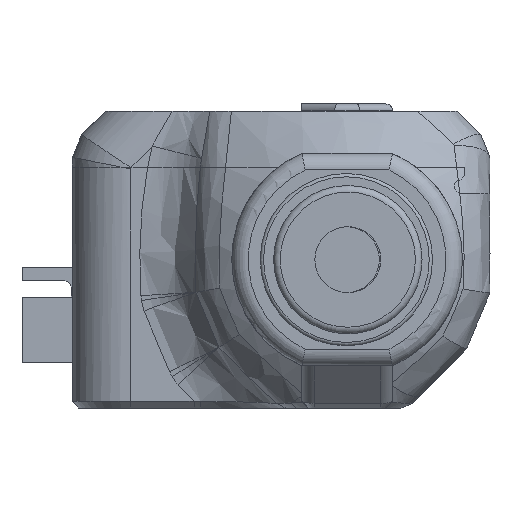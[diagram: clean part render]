
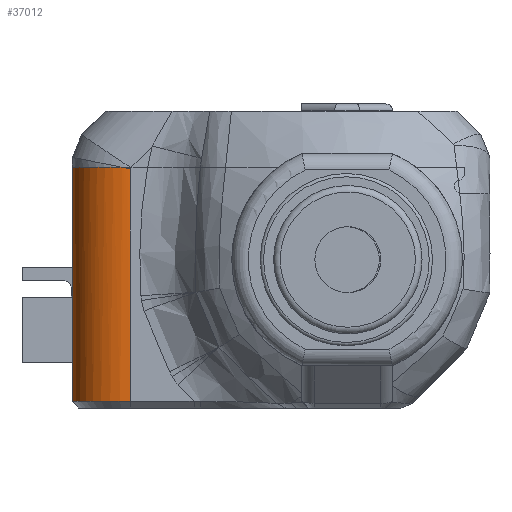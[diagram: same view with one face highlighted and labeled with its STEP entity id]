
A CAD part, front view. The second image highlights one B-rep face of the part: STEP entity #37012.
In plain terms, the highlighted cylindrical face has radius 3.5 mm (diameter 7 mm), a partial arc.
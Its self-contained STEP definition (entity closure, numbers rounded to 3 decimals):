
#1004=ELLIPSE('',#39537,3.569,3.5);
#4466=CYLINDRICAL_SURFACE('',#39536,3.5);
#6153=FACE_OUTER_BOUND('',#8287,.T.);
#8287=EDGE_LOOP('',(#33240,#33241,#33242,#33243,#33244));
#11460=LINE('',#63209,#14827);
#11575=LINE('',#64313,#14942);
#14827=VECTOR('',#46655,10.);
#14942=VECTOR('',#46922,10.);
#15803=CIRCLE('',#39425,3.5);
#15842=CIRCLE('',#39520,3.5);
#18665=VERTEX_POINT('',#62970);
#18666=VERTEX_POINT('',#62972);
#18749=VERTEX_POINT('',#63207);
#18840=VERTEX_POINT('',#63801);
#18870=VERTEX_POINT('',#64312);
#23487=EDGE_CURVE('',#18666,#18665,#15803,.T.);
#23590=EDGE_CURVE('',#18665,#18749,#11460,.T.);
#23723=EDGE_CURVE('',#18840,#18749,#15842,.T.);
#23783=EDGE_CURVE('',#18840,#18870,#11575,.T.);
#23784=EDGE_CURVE('',#18870,#18666,#1004,.T.);
#33240=ORIENTED_EDGE('',*,*,#23723,.F.);
#33241=ORIENTED_EDGE('',*,*,#23783,.T.);
#33242=ORIENTED_EDGE('',*,*,#23784,.T.);
#33243=ORIENTED_EDGE('',*,*,#23487,.T.);
#33244=ORIENTED_EDGE('',*,*,#23590,.T.);
#37012=ADVANCED_FACE('',(#6153),#4466,.T.);
#39425=AXIS2_PLACEMENT_3D('',#62973,#46508,#46509);
#39520=AXIS2_PLACEMENT_3D('',#63803,#46865,#46866);
#39536=AXIS2_PLACEMENT_3D('',#64311,#46920,#46921);
#39537=AXIS2_PLACEMENT_3D('',#64314,#46923,#46924);
#46508=DIRECTION('center_axis',(0.,0.,-1.));
#46509=DIRECTION('ref_axis',(-0.707,-0.707,0.));
#46655=DIRECTION('',(0.,0.,-1.));
#46865=DIRECTION('center_axis',(0.,0.,-1.));
#46866=DIRECTION('ref_axis',(-0.707,-0.707,0.));
#46920=DIRECTION('center_axis',(0.,0.,-1.));
#46921=DIRECTION('ref_axis',(-0.707,-0.707,0.));
#46922=DIRECTION('',(0.,0.,1.));
#46923=DIRECTION('center_axis',(-0.195,0.,
-0.981));
#46924=DIRECTION('ref_axis',(-0.981,0.,0.195));
#62970=CARTESIAN_POINT('',(-16.656,2.572,5.6));
#62972=CARTESIAN_POINT('',(-13.642,-0.894,5.6));
#62973=CARTESIAN_POINT('Origin',(-13.156,2.572,5.6));
#63207=CARTESIAN_POINT('',(-16.656,2.572,-8.6));
#63209=CARTESIAN_POINT('',(-16.656,2.572,-4.5));
#63801=CARTESIAN_POINT('',(-13.156,-0.928,-8.6));
#63803=CARTESIAN_POINT('Origin',(-13.156,2.572,-8.6));
#64311=CARTESIAN_POINT('Origin',(-13.156,2.572,-4.5));
#64312=CARTESIAN_POINT('',(-13.156,-0.928,5.504));
#64313=CARTESIAN_POINT('',(-13.156,-0.928,-4.5));
#64314=CARTESIAN_POINT('Origin',(-13.156,2.572,5.504));
